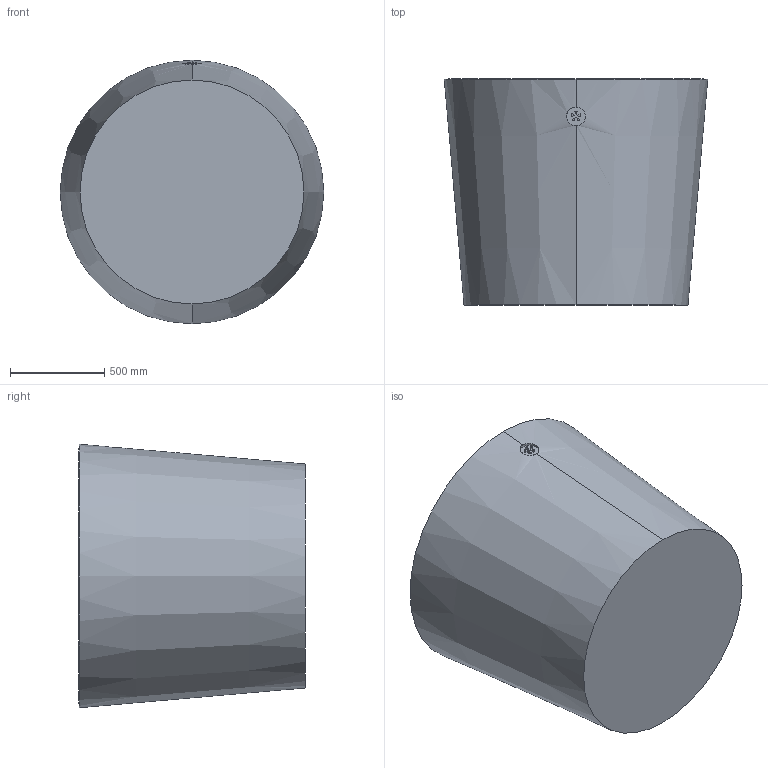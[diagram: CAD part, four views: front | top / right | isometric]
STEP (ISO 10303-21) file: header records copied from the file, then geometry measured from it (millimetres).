
FILE_DESCRIPTION (( 'STEP AP203' ), '1' );
FILE_NAME ('VEN140 120.STEP', '2020-06-01T10:12:21', ( 'admin' ), ( '' ), 'SwSTEP 2.0', 'SolidWorks 2019', '' );
FILE_SCHEMA (( 'CONFIG_CONTROL_DESIGN' ));
Length unit declared in the file: millimetre
Products named in the file (1): VEN140 120
Bounding box: 1400 x 1201.74 x 1400 mm (x, y, z)
Volume: 117331192.8 mm3; surface area: 11833895.5 mm2
Topology: 1 solids, 1 shells, 33 faces, 74 edges, 48 vertices
Faces by surface type: plane 13, cone 12, cylinder 8
Entity records: 1174 total; most frequent: CARTESIAN_POINT 396, ORIENTED_EDGE 148, DIRECTION 136, EDGE_CURVE 74, AXIS2_PLACEMENT_3D 50, VERTEX_POINT 48, EDGE_LOOP 38, VECTOR 36
